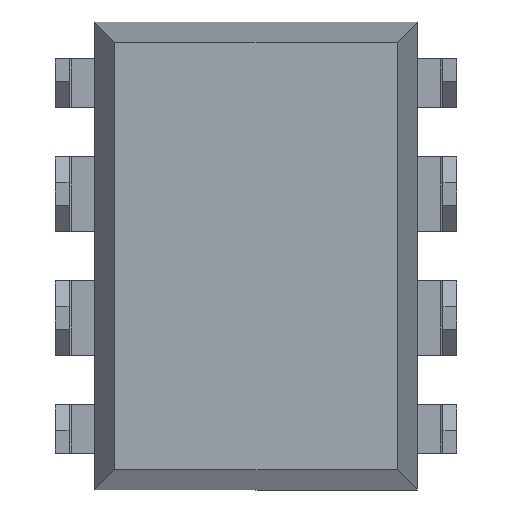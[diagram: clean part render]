
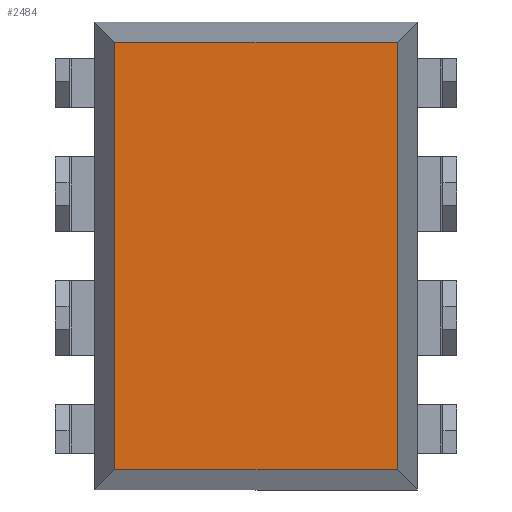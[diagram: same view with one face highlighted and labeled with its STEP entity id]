
A CAD part, front view. The second image highlights one B-rep face of the part: STEP entity #2484.
In plain terms, the highlighted planar face has unit normal (0, -1, 0).
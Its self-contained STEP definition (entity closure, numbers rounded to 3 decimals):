
#51 = DIRECTION ( 'NONE',  ( 1., 0., 0. ) ) ;
#74 = CARTESIAN_POINT ( 'NONE',  ( 2.891, 0.38, 4.383 ) ) ;
#183 = ORIENTED_EDGE ( 'NONE', *, *, #3530, .T. ) ;
#252 = LINE ( 'NONE', #2308, #1650 ) ;
#443 = CARTESIAN_POINT ( 'NONE',  ( 2.891, 0.38, -4.383 ) ) ;
#554 = VERTEX_POINT ( 'NONE', #74 ) ;
#718 = EDGE_LOOP ( 'NONE', ( #751, #1299, #183, #3629 ) ) ;
#723 = FACE_OUTER_BOUND ( 'NONE', #718, .T. ) ;
#751 = ORIENTED_EDGE ( 'NONE', *, *, #2451, .T. ) ;
#886 = VERTEX_POINT ( 'NONE', #2789 ) ;
#986 = VECTOR ( 'NONE', #3074, 1000. ) ;
#1066 = LINE ( 'NONE', #3654, #1111 ) ;
#1073 = LINE ( 'NONE', #1901, #986 ) ;
#1111 = VECTOR ( 'NONE', #2498, 1000. ) ;
#1299 = ORIENTED_EDGE ( 'NONE', *, *, #1742, .T. ) ;
#1463 = AXIS2_PLACEMENT_3D ( 'NONE', #2553, #2966, #2526 ) ;
#1650 = VECTOR ( 'NONE', #2805, 1000. ) ;
#1742 = EDGE_CURVE ( 'NONE', #3191, #554, #252, .T. ) ;
#1839 = VERTEX_POINT ( 'NONE', #2827 ) ;
#1901 = CARTESIAN_POINT ( 'NONE',  ( 3.303, 0.38, 4.383 ) ) ;
#1973 = VECTOR ( 'NONE', #51, 1000. ) ;
#2016 = LINE ( 'NONE', #2189, #1973 ) ;
#2189 = CARTESIAN_POINT ( 'NONE',  ( -3.303, 0.38, -4.383 ) ) ;
#2308 = CARTESIAN_POINT ( 'NONE',  ( 2.891, 0.38, -4.795 ) ) ;
#2451 = EDGE_CURVE ( 'NONE', #1839, #3191, #2016, .T. ) ;
#2477 = PLANE ( 'NONE',  #1463 ) ;
#2484 = ADVANCED_FACE ( 'NONE', ( #723 ), #2477, .T. ) ;
#2498 = DIRECTION ( 'NONE',  ( 0., 0., -1. ) ) ;
#2526 = DIRECTION ( 'NONE',  ( 0., 0., -1. ) ) ;
#2553 = CARTESIAN_POINT ( 'NONE',  ( 0., 0.38, 0. ) ) ;
#2789 = CARTESIAN_POINT ( 'NONE',  ( -2.891, 0.38, 4.383 ) ) ;
#2805 = DIRECTION ( 'NONE',  ( 0., 0., 1. ) ) ;
#2827 = CARTESIAN_POINT ( 'NONE',  ( -2.891, 0.38, -4.383 ) ) ;
#2966 = DIRECTION ( 'NONE',  ( 0., -1., 0. ) ) ;
#3074 = DIRECTION ( 'NONE',  ( -1., 0., 0. ) ) ;
#3191 = VERTEX_POINT ( 'NONE', #443 ) ;
#3530 = EDGE_CURVE ( 'NONE', #554, #886, #1073, .T. ) ;
#3629 = ORIENTED_EDGE ( 'NONE', *, *, #3697, .T. ) ;
#3654 = CARTESIAN_POINT ( 'NONE',  ( -2.891, 0.38, 4.795 ) ) ;
#3697 = EDGE_CURVE ( 'NONE', #886, #1839, #1066, .T. ) ;
